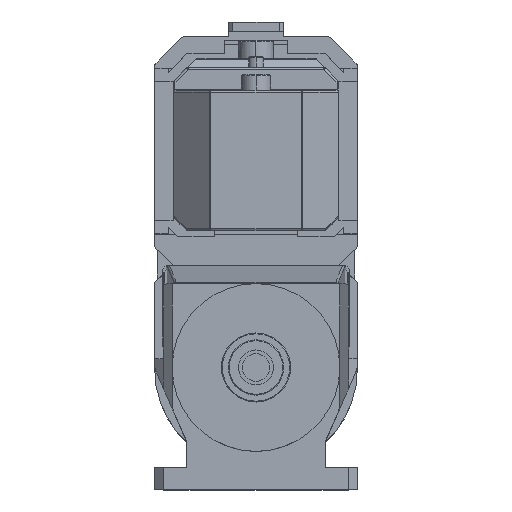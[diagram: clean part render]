
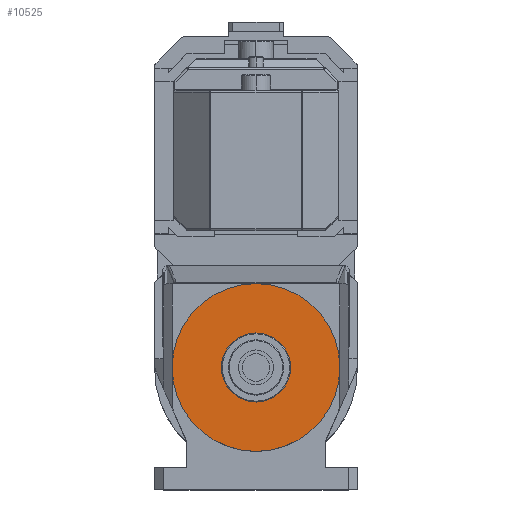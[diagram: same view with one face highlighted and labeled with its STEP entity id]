
A CAD part, top view. The second image highlights one B-rep face of the part: STEP entity #10525.
In plain terms, the highlighted planar face has unit normal (0, 0, 1).
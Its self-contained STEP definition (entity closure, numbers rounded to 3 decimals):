
#5124 = CARTESIAN_POINT ( 'NONE',  ( -91., 0., 2. ) ) ;
#5181 = CARTESIAN_POINT ( 'NONE',  ( 91., 0., 2. ) ) ;
#5182 = DIRECTION ( 'NONE',  ( 1., 0., 0. ) ) ;
#5183 = DIRECTION ( 'NONE',  ( 0., 0., 1. ) ) ;
#5184 = CARTESIAN_POINT ( 'NONE',  ( 0., 0., 2. ) ) ;
#5185 = AXIS2_PLACEMENT_3D ( 'NONE', #5184, #5183, #5182 ) ;
#5186 = CIRCLE ( 'NONE', #5185, 91. ) ;
#5210 = CARTESIAN_POINT ( 'NONE',  ( -37.5, 0., 2. ) ) ;
#5211 = DIRECTION ( 'NONE',  ( -1., 0., 0. ) ) ;
#5212 = DIRECTION ( 'NONE',  ( 0., 0., -1. ) ) ;
#5213 = CARTESIAN_POINT ( 'NONE',  ( 0., 0., 2. ) ) ;
#5214 = AXIS2_PLACEMENT_3D ( 'NONE', #5213, #5212, #5211 ) ;
#5215 = CIRCLE ( 'NONE', #5214, 37.5 ) ;
#5216 = CARTESIAN_POINT ( 'NONE',  ( 37.5, 0., 2. ) ) ;
#8992 = VERTEX_POINT ( 'NONE', #5124 ) ;
#8994 = EDGE_CURVE ( 'NONE', #8995, #8992, #5186, .T. ) ;
#8995 = VERTEX_POINT ( 'NONE', #5181 ) ;
#9010 = VERTEX_POINT ( 'NONE', #5216 ) ;
#9012 = EDGE_CURVE ( 'NONE', #9013, #9010, #5215, .T. ) ;
#9013 = VERTEX_POINT ( 'NONE', #5210 ) ;
#10524 = EDGE_CURVE ( 'NONE', #9010, #9013, #14578, .T. ) ;
#10525 = ADVANCED_FACE ( 'NONE', ( #14573, #14572 ), #14571, .T. ) ;
#10526 = EDGE_LOOP ( 'NONE', ( #10527, #10528 ) ) ;
#10527 = ORIENTED_EDGE ( 'NONE', *, *, #9012, .T. ) ;
#10528 = ORIENTED_EDGE ( 'NONE', *, *, #10524, .T. ) ;
#10529 = EDGE_LOOP ( 'NONE', ( #10530, #10531 ) ) ;
#10530 = ORIENTED_EDGE ( 'NONE', *, *, #8994, .T. ) ;
#10531 = ORIENTED_EDGE ( 'NONE', *, *, #10541, .T. ) ;
#10541 = EDGE_CURVE ( 'NONE', #8992, #8995, #14619, .T. ) ;
#14567 = DIRECTION ( 'NONE',  ( 1., 0., 0. ) ) ;
#14568 = DIRECTION ( 'NONE',  ( 0., 0., 1. ) ) ;
#14569 = CARTESIAN_POINT ( 'NONE',  ( 0., 0., 2. ) ) ;
#14570 = AXIS2_PLACEMENT_3D ( 'NONE', #14569, #14568, #14567 ) ;
#14571 = PLANE ( 'NONE',  #14570 ) ;
#14572 = FACE_OUTER_BOUND ( 'NONE', #10529, .T. ) ;
#14573 = FACE_BOUND ( 'NONE', #10526, .T. ) ;
#14574 = DIRECTION ( 'NONE',  ( -1., 0., 0. ) ) ;
#14575 = DIRECTION ( 'NONE',  ( 0., 0., -1. ) ) ;
#14576 = CARTESIAN_POINT ( 'NONE',  ( 0., 0., 2. ) ) ;
#14577 = AXIS2_PLACEMENT_3D ( 'NONE', #14576, #14575, #14574 ) ;
#14578 = CIRCLE ( 'NONE', #14577, 37.5 ) ;
#14616 = DIRECTION ( 'NONE',  ( 1., 0., 0. ) ) ;
#14617 = DIRECTION ( 'NONE',  ( 0., 0., 1. ) ) ;
#14618 = AXIS2_PLACEMENT_3D ( 'NONE', #14624, #14617, #14616 ) ;
#14619 = CIRCLE ( 'NONE', #14618, 91. ) ;
#14624 = CARTESIAN_POINT ( 'NONE',  ( 0., 0., 2. ) ) ;
